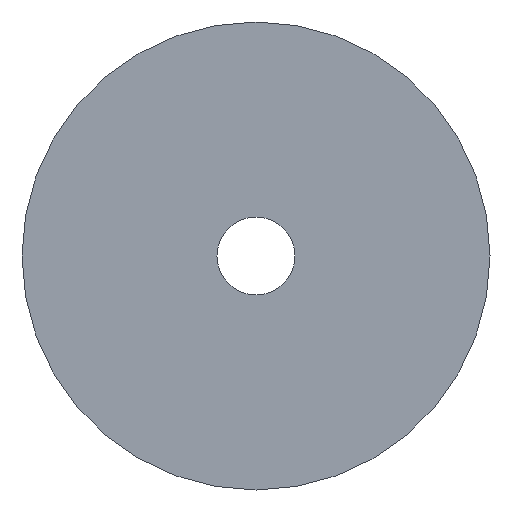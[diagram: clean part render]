
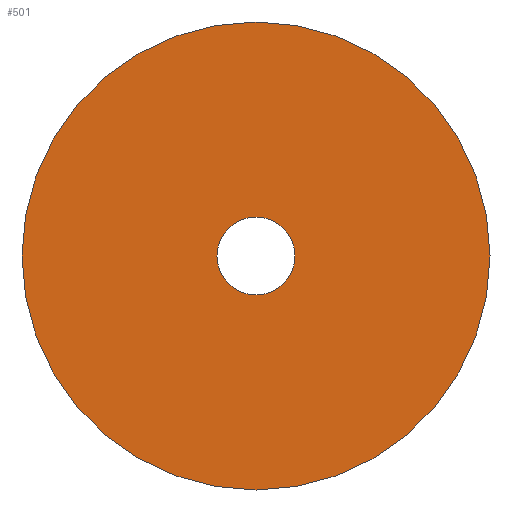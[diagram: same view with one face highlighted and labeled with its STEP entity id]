
A CAD part, front view. The second image highlights one B-rep face of the part: STEP entity #501.
In plain terms, the highlighted planar face has unit normal (0, -1, 0).
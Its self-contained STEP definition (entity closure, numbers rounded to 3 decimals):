
#1 = AXIS2_PLACEMENT_3D ( 'NONE', #211, #301, #69 ) ;
#14 = FACE_BOUND ( 'NONE', #130, .T. ) ;
#29 = CARTESIAN_POINT ( 'NONE',  ( 0., 0., 0. ) ) ;
#69 = DIRECTION ( 'NONE',  ( 1., 0., 0. ) ) ;
#75 = CARTESIAN_POINT ( 'NONE',  ( 6., 0., 0. ) ) ;
#80 = AXIS2_PLACEMENT_3D ( 'NONE', #29, #308, #288 ) ;
#82 = VERTEX_POINT ( 'NONE', #75 ) ;
#89 = CARTESIAN_POINT ( 'NONE',  ( 0., 0., 0. ) ) ;
#104 = AXIS2_PLACEMENT_3D ( 'NONE', #478, #443, #392 ) ;
#119 = VERTEX_POINT ( 'NONE', #379 ) ;
#128 = DIRECTION ( 'NONE',  ( 0., 0., 1. ) ) ;
#130 = EDGE_LOOP ( 'NONE', ( #349, #187 ) ) ;
#134 = FACE_OUTER_BOUND ( 'NONE', #467, .T. ) ;
#141 = PLANE ( 'NONE',  #1 ) ;
#162 = ORIENTED_EDGE ( 'NONE', *, *, #434, .F. ) ;
#168 = ORIENTED_EDGE ( 'NONE', *, *, #233, .F. ) ;
#187 = ORIENTED_EDGE ( 'NONE', *, *, #438, .T. ) ;
#202 = DIRECTION ( 'NONE',  ( 0., 1., 0. ) ) ;
#211 = CARTESIAN_POINT ( 'NONE',  ( 0., 0., 0. ) ) ;
#228 = VERTEX_POINT ( 'NONE', #310 ) ;
#233 = EDGE_CURVE ( 'NONE', #228, #82, #296, .T. ) ;
#273 = AXIS2_PLACEMENT_3D ( 'NONE', #89, #393, #128 ) ;
#288 = DIRECTION ( 'NONE',  ( 0., 0., 1. ) ) ;
#296 = CIRCLE ( 'NONE', #104, 6. ) ;
#301 = DIRECTION ( 'NONE',  ( 0., -1., 0. ) ) ;
#308 = DIRECTION ( 'NONE',  ( 0., 1., 0. ) ) ;
#310 = CARTESIAN_POINT ( 'NONE',  ( -6., 0., 0. ) ) ;
#349 = ORIENTED_EDGE ( 'NONE', *, *, #353, .T. ) ;
#353 = EDGE_CURVE ( 'NONE', #119, #407, #404, .T. ) ;
#357 = CIRCLE ( 'NONE', #448, 6. ) ;
#379 = CARTESIAN_POINT ( 'NONE',  ( 0., 0., -1. ) ) ;
#392 = DIRECTION ( 'NONE',  ( -1., 0., 0. ) ) ;
#393 = DIRECTION ( 'NONE',  ( 0., 1., 0. ) ) ;
#404 = CIRCLE ( 'NONE', #80, 1. ) ;
#407 = VERTEX_POINT ( 'NONE', #447 ) ;
#434 = EDGE_CURVE ( 'NONE', #82, #228, #357, .T. ) ;
#438 = EDGE_CURVE ( 'NONE', #407, #119, #472, .T. ) ;
#442 = CARTESIAN_POINT ( 'NONE',  ( 0., 0., 0. ) ) ;
#443 = DIRECTION ( 'NONE',  ( 0., 1., 0. ) ) ;
#447 = CARTESIAN_POINT ( 'NONE',  ( 0., 0., 1. ) ) ;
#448 = AXIS2_PLACEMENT_3D ( 'NONE', #442, #202, #480 ) ;
#467 = EDGE_LOOP ( 'NONE', ( #168, #162 ) ) ;
#472 = CIRCLE ( 'NONE', #273, 1. ) ;
#478 = CARTESIAN_POINT ( 'NONE',  ( 0., 0., 0. ) ) ;
#480 = DIRECTION ( 'NONE',  ( -1., 0., 0. ) ) ;
#501 = ADVANCED_FACE ( 'NONE', ( #14, #134 ), #141, .T. ) ;
